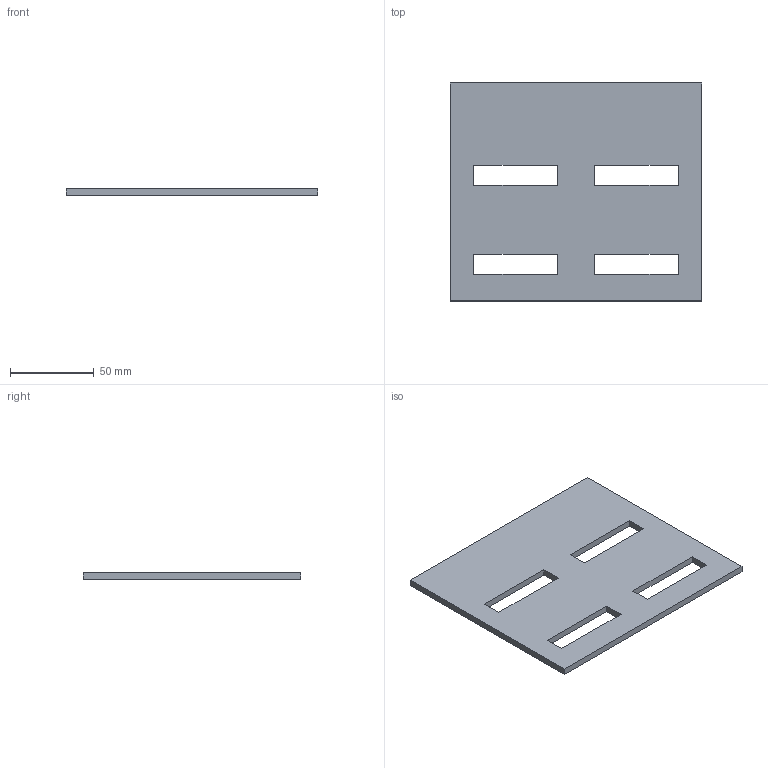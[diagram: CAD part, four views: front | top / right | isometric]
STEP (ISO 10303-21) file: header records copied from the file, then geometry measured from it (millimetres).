
FILE_DESCRIPTION(/* description */ (''),/* implementation_level */ '2;1');
FILE_NAME(/* name */ '허브뚜~1',/* time_stamp */ '2021-02-04T02:33:04+09:00',/* author */ (''),/* organization */ (''),/* preprocessor_version */ 'ST-DEVELOPER v16.5',/* originating_system */ '',/* authorisation */ '');
FILE_SCHEMA (('AUTOMOTIVE_DESIGN'));
Length unit declared in the file: millimetre
Products named in the file (1): Document
Bounding box: 150 x 130 x 4 mm (x, y, z)
Volume: 68400 mm3; surface area: 38424 mm2
Topology: 1 solids, 1 shells, 22 faces, 60 edges, 40 vertices
Faces by surface type: plane 22
Entity records: 637 total; most frequent: CARTESIAN_POINT 184, ORIENTED_EDGE 120, EDGE_CURVE 60, B_SPLINE_CURVE_WITH_KNOTS 60, VERTEX_POINT 40, EDGE_LOOP 30, DIRECTION 26, AXIS2_PLACEMENT_3D 24
